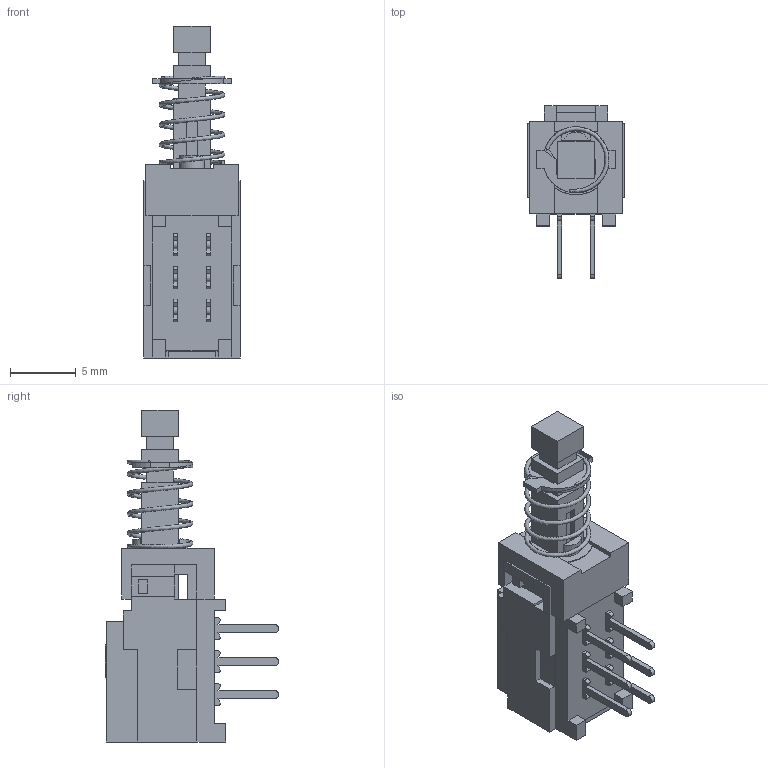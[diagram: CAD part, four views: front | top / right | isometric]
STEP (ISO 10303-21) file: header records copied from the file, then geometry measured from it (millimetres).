
FILE_DESCRIPTION(/* description */ (''),/* implementation_level */ '2;1');
FILE_NAME(/* name */ 'PBH2UxxNAGVX.stp',/* time_stamp */ '2025-05-28T09:57:13-05:00',/* author */ ('mroman'),/* organization */ (''),/* preprocessor_version */ 'ST-DEVELOPER v18.1',/* originating_system */ 'Autodesk Inventor 2022',/* authorisation */ '');
FILE_SCHEMA (('AUTOMOTIVE_DESIGN { 1 0 10303 214 3 1 1 }'));
Length unit declared in the file: centimetre
Products named in the file (1): PBH2UxxNAGVX
Bounding box: 7.3 x 13.15 x 25.2 mm (x, y, z)
Volume: 582.2 mm3; surface area: 1289.5 mm2
Topology: 1 solids, 1 shells, 300 faces, 868 edges, 564 vertices
Faces by surface type: plane 267, cylinder 31, bspline 2
Entity records: 10680 total; most frequent: CARTESIAN_POINT 2700, ORIENTED_EDGE 1736, DIRECTION 1522, EDGE_CURVE 868, LINE 784, VECTOR 784, VERTEX_POINT 564, AXIS2_PLACEMENT_3D 369
